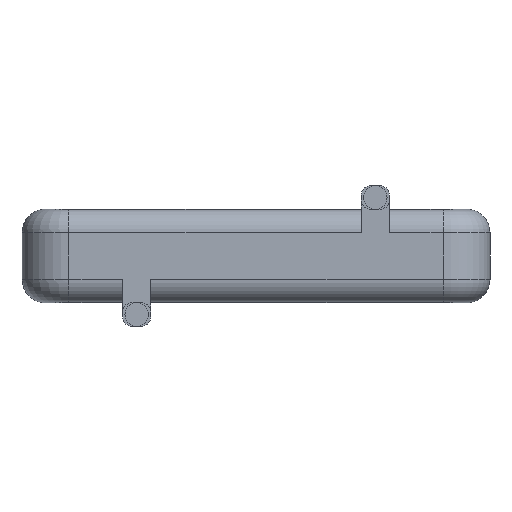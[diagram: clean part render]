
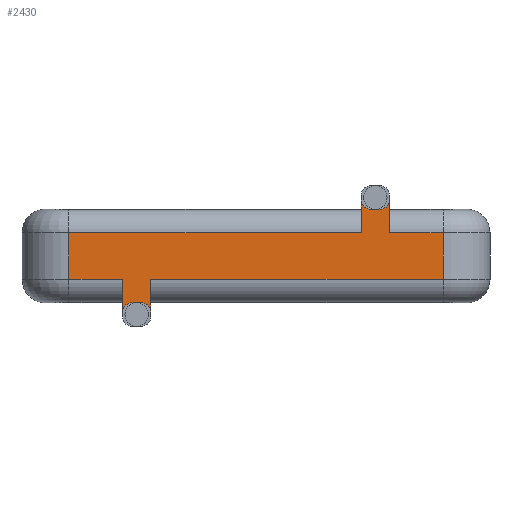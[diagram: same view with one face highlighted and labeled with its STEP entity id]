
A CAD part, front view. The second image highlights one B-rep face of the part: STEP entity #2430.
In plain terms, the highlighted planar face has unit normal (0, -1, 0).
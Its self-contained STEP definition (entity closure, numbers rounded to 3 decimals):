
#4 = LINE ( 'NONE', #3646, #4072 ) ;
#44 = PLANE ( 'NONE',  #4708 ) ;
#75 = DIRECTION ( 'NONE',  ( -1., 0., 0. ) ) ;
#106 = VERTEX_POINT ( 'NONE', #4943 ) ;
#127 = EDGE_CURVE ( 'NONE', #3971, #1528, #4, .T. ) ;
#219 = EDGE_CURVE ( 'NONE', #253, #1233, #3786, .T. ) ;
#253 = VERTEX_POINT ( 'NONE', #2890 ) ;
#268 = ORIENTED_EDGE ( 'NONE', *, *, #1130, .T. ) ;
#346 = CARTESIAN_POINT ( 'NONE',  ( 4., -7., -0.5 ) ) ;
#432 = CARTESIAN_POINT ( 'NONE',  ( -2.85, -7., 1. ) ) ;
#524 = CARTESIAN_POINT ( 'NONE',  ( -2.45, -7., -1. ) ) ;
#532 = DIRECTION ( 'NONE',  ( 0., 0., -1. ) ) ;
#539 = DIRECTION ( 'NONE',  ( 0., 1., 0. ) ) ;
#641 = EDGE_CURVE ( 'NONE', #1233, #1377, #3926, .T. ) ;
#657 = VERTEX_POINT ( 'NONE', #873 ) ;
#726 = CARTESIAN_POINT ( 'NONE',  ( 4., -7., 1. ) ) ;
#780 = CARTESIAN_POINT ( 'NONE',  ( -4., -7., 1. ) ) ;
#797 = DIRECTION ( 'NONE',  ( 0., 1., 0. ) ) ;
#825 = ORIENTED_EDGE ( 'NONE', *, *, #641, .T. ) ;
#830 = VERTEX_POINT ( 'NONE', #3725 ) ;
#832 = LINE ( 'NONE', #780, #3907 ) ;
#836 = FACE_OUTER_BOUND ( 'NONE', #2933, .T. ) ;
#847 = LINE ( 'NONE', #346, #2515 ) ;
#873 = CARTESIAN_POINT ( 'NONE',  ( -4., -7., 0.5 ) ) ;
#889 = CARTESIAN_POINT ( 'NONE',  ( 4., -7., 0.5 ) ) ;
#969 = LINE ( 'NONE', #4552, #5764 ) ;
#980 = DIRECTION ( 'NONE',  ( 0., 0., 1. ) ) ;
#1130 = EDGE_CURVE ( 'NONE', #2235, #830, #3826, .T. ) ;
#1195 = DIRECTION ( 'NONE',  ( -1., 0., 0. ) ) ;
#1233 = VERTEX_POINT ( 'NONE', #5723 ) ;
#1251 = EDGE_CURVE ( 'NONE', #2374, #2555, #847, .T. ) ;
#1314 = DIRECTION ( 'NONE',  ( 0., 1., 0. ) ) ;
#1364 = CARTESIAN_POINT ( 'NONE',  ( 2.25, -7., 1.2 ) ) ;
#1377 = VERTEX_POINT ( 'NONE', #1386 ) ;
#1386 = CARTESIAN_POINT ( 'NONE',  ( -2.85, -7., -1.2 ) ) ;
#1502 = EDGE_CURVE ( 'NONE', #5656, #2235, #2893, .T. ) ;
#1523 = CARTESIAN_POINT ( 'NONE',  ( 2.25, -7., 0.5 ) ) ;
#1528 = VERTEX_POINT ( 'NONE', #1523 ) ;
#1615 = ORIENTED_EDGE ( 'NONE', *, *, #3238, .T. ) ;
#1729 = DIRECTION ( 'NONE',  ( 0., 0., 1. ) ) ;
#1812 = DIRECTION ( 'NONE',  ( 0., 0., -1. ) ) ;
#1858 = ORIENTED_EDGE ( 'NONE', *, *, #4312, .T. ) ;
#1865 = EDGE_CURVE ( 'NONE', #106, #1919, #5608, .T. ) ;
#1873 = DIRECTION ( 'NONE',  ( 1., 0., 0. ) ) ;
#1919 = VERTEX_POINT ( 'NONE', #5725 ) ;
#1948 = ORIENTED_EDGE ( 'NONE', *, *, #4903, .T. ) ;
#2101 = ORIENTED_EDGE ( 'NONE', *, *, #4398, .T. ) ;
#2203 = VERTEX_POINT ( 'NONE', #4896 ) ;
#2214 = DIRECTION ( 'NONE',  ( 0., 0., 1. ) ) ;
#2235 = VERTEX_POINT ( 'NONE', #524 ) ;
#2236 = DIRECTION ( 'NONE',  ( 0., 1., 0. ) ) ;
#2260 = ORIENTED_EDGE ( 'NONE', *, *, #1251, .T. ) ;
#2287 = VECTOR ( 'NONE', #75, 1000. ) ;
#2355 = DIRECTION ( 'NONE',  ( 0., 0., 1. ) ) ;
#2374 = VERTEX_POINT ( 'NONE', #3883 ) ;
#2402 = ORIENTED_EDGE ( 'NONE', *, *, #4441, .T. ) ;
#2430 = ADVANCED_FACE ( 'NONE', ( #836 ), #44, .F. ) ;
#2515 = VECTOR ( 'NONE', #3553, 1000. ) ;
#2555 = VERTEX_POINT ( 'NONE', #5094 ) ;
#2578 = CARTESIAN_POINT ( 'NONE',  ( 2.65, -7., 1.2 ) ) ;
#2647 = DIRECTION ( 'NONE',  ( 1., 0., 0. ) ) ;
#2671 = VECTOR ( 'NONE', #1195, 1000. ) ;
#2682 = CARTESIAN_POINT ( 'NONE',  ( -2.25, -7., 1. ) ) ;
#2716 = VERTEX_POINT ( 'NONE', #889 ) ;
#2721 = ORIENTED_EDGE ( 'NONE', *, *, #5511, .F. ) ;
#2773 = VECTOR ( 'NONE', #1873, 1000. ) ;
#2865 = DIRECTION ( 'NONE',  ( 0., 0., 1. ) ) ;
#2884 = VECTOR ( 'NONE', #5679, 1000. ) ;
#2890 = CARTESIAN_POINT ( 'NONE',  ( -4., -7., -0.5 ) ) ;
#2893 = LINE ( 'NONE', #4592, #5368 ) ;
#2933 = EDGE_LOOP ( 'NONE', ( #5630, #2260, #3636, #2402, #2101, #4213, #2721, #1615, #3253, #1858, #1948, #5501, #825, #4882, #5399, #268 ) ) ;
#2963 = VECTOR ( 'NONE', #2865, 1000. ) ;
#3000 = VECTOR ( 'NONE', #5345, 1000. ) ;
#3086 = DIRECTION ( 'NONE',  ( 0., 0., 1. ) ) ;
#3129 = LINE ( 'NONE', #2682, #2884 ) ;
#3231 = EDGE_CURVE ( 'NONE', #1377, #5656, #4960, .T. ) ;
#3238 = EDGE_CURVE ( 'NONE', #3501, #3971, #4042, .T. ) ;
#3253 = ORIENTED_EDGE ( 'NONE', *, *, #127, .T. ) ;
#3432 = LINE ( 'NONE', #726, #4602 ) ;
#3501 = VERTEX_POINT ( 'NONE', #5519 ) ;
#3553 = DIRECTION ( 'NONE',  ( 1., 0., 0. ) ) ;
#3592 = CARTESIAN_POINT ( 'NONE',  ( -4., -7., 1. ) ) ;
#3636 = ORIENTED_EDGE ( 'NONE', *, *, #3904, .F. ) ;
#3646 = CARTESIAN_POINT ( 'NONE',  ( 2.25, -7., 1. ) ) ;
#3725 = CARTESIAN_POINT ( 'NONE',  ( -2.25, -7., -1.2 ) ) ;
#3786 = LINE ( 'NONE', #5550, #2773 ) ;
#3826 = CIRCLE ( 'NONE', #3918, 0.2 ) ;
#3849 = AXIS2_PLACEMENT_3D ( 'NONE', #4559, #539, #2355 ) ;
#3883 = CARTESIAN_POINT ( 'NONE',  ( -2.25, -7., -0.5 ) ) ;
#3904 = EDGE_CURVE ( 'NONE', #2716, #2555, #3432, .T. ) ;
#3907 = VECTOR ( 'NONE', #2647, 1000. ) ;
#3918 = AXIS2_PLACEMENT_3D ( 'NONE', #5750, #1314, #2214 ) ;
#3926 = LINE ( 'NONE', #432, #3000 ) ;
#3971 = VERTEX_POINT ( 'NONE', #1364 ) ;
#3992 = CARTESIAN_POINT ( 'NONE',  ( -4., -7., 0.5 ) ) ;
#4042 = CIRCLE ( 'NONE', #3849, 0.2 ) ;
#4072 = VECTOR ( 'NONE', #1812, 1000. ) ;
#4117 = LINE ( 'NONE', #3992, #2287 ) ;
#4213 = ORIENTED_EDGE ( 'NONE', *, *, #1865, .T. ) ;
#4256 = DIRECTION ( 'NONE',  ( 0., 0., -1. ) ) ;
#4312 = EDGE_CURVE ( 'NONE', #1528, #657, #4117, .T. ) ;
#4393 = CARTESIAN_POINT ( 'NONE',  ( -2.65, -7., -1. ) ) ;
#4398 = EDGE_CURVE ( 'NONE', #2203, #106, #5161, .T. ) ;
#4401 = AXIS2_PLACEMENT_3D ( 'NONE', #2578, #797, #3086 ) ;
#4441 = EDGE_CURVE ( 'NONE', #2716, #2203, #5706, .T. ) ;
#4552 = CARTESIAN_POINT ( 'NONE',  ( -4., -7., 1. ) ) ;
#4559 = CARTESIAN_POINT ( 'NONE',  ( 2.45, -7., 1.2 ) ) ;
#4577 = AXIS2_PLACEMENT_3D ( 'NONE', #5004, #4975, #980 ) ;
#4592 = CARTESIAN_POINT ( 'NONE',  ( -4., -7., -1. ) ) ;
#4602 = VECTOR ( 'NONE', #4256, 1000. ) ;
#4644 = DIRECTION ( 'NONE',  ( 1., 0., 0. ) ) ;
#4708 = AXIS2_PLACEMENT_3D ( 'NONE', #3592, #2236, #1729 ) ;
#4882 = ORIENTED_EDGE ( 'NONE', *, *, #3231, .T. ) ;
#4896 = CARTESIAN_POINT ( 'NONE',  ( 2.85, -7., 0.5 ) ) ;
#4903 = EDGE_CURVE ( 'NONE', #657, #253, #969, .T. ) ;
#4943 = CARTESIAN_POINT ( 'NONE',  ( 2.85, -7., 1.2 ) ) ;
#4960 = CIRCLE ( 'NONE', #4577, 0.2 ) ;
#4975 = DIRECTION ( 'NONE',  ( 0., 1., 0. ) ) ;
#5004 = CARTESIAN_POINT ( 'NONE',  ( -2.65, -7., -1.2 ) ) ;
#5094 = CARTESIAN_POINT ( 'NONE',  ( 4., -7., -0.5 ) ) ;
#5161 = LINE ( 'NONE', #5506, #2963 ) ;
#5345 = DIRECTION ( 'NONE',  ( 0., 0., -1. ) ) ;
#5368 = VECTOR ( 'NONE', #4644, 1000. ) ;
#5399 = ORIENTED_EDGE ( 'NONE', *, *, #1502, .T. ) ;
#5431 = EDGE_CURVE ( 'NONE', #830, #2374, #3129, .T. ) ;
#5501 = ORIENTED_EDGE ( 'NONE', *, *, #219, .T. ) ;
#5506 = CARTESIAN_POINT ( 'NONE',  ( 2.85, -7., 1. ) ) ;
#5511 = EDGE_CURVE ( 'NONE', #3501, #1919, #832, .T. ) ;
#5519 = CARTESIAN_POINT ( 'NONE',  ( 2.45, -7., 1. ) ) ;
#5550 = CARTESIAN_POINT ( 'NONE',  ( -2.85, -7., -0.5 ) ) ;
#5608 = CIRCLE ( 'NONE', #4401, 0.2 ) ;
#5630 = ORIENTED_EDGE ( 'NONE', *, *, #5431, .T. ) ;
#5650 = CARTESIAN_POINT ( 'NONE',  ( -4., -7., 0.5 ) ) ;
#5656 = VERTEX_POINT ( 'NONE', #4393 ) ;
#5679 = DIRECTION ( 'NONE',  ( 0., 0., 1. ) ) ;
#5706 = LINE ( 'NONE', #5650, #2671 ) ;
#5723 = CARTESIAN_POINT ( 'NONE',  ( -2.85, -7., -0.5 ) ) ;
#5725 = CARTESIAN_POINT ( 'NONE',  ( 2.65, -7., 1. ) ) ;
#5750 = CARTESIAN_POINT ( 'NONE',  ( -2.45, -7., -1.2 ) ) ;
#5764 = VECTOR ( 'NONE', #532, 1000. ) ;
